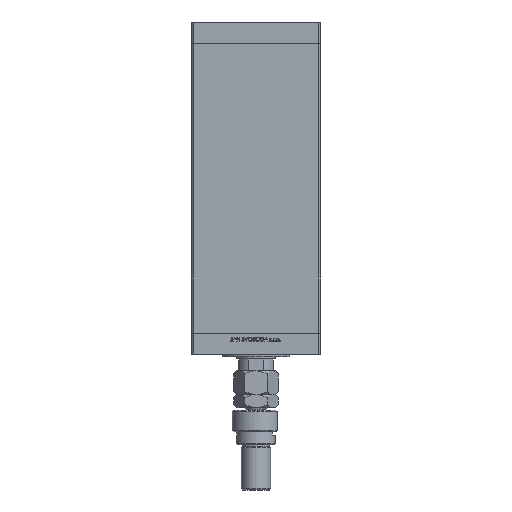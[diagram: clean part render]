
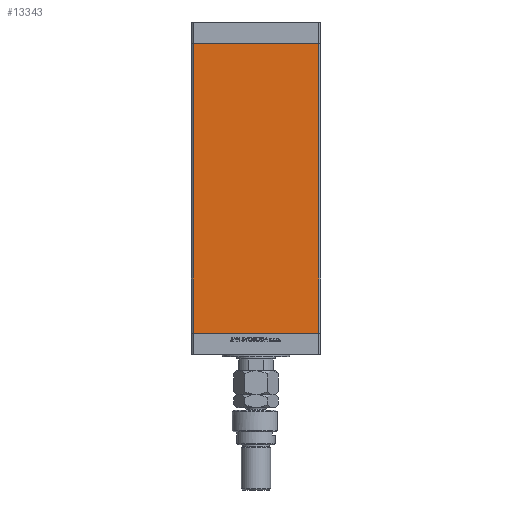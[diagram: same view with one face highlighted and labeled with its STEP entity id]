
A CAD part, front view. The second image highlights one B-rep face of the part: STEP entity #13343.
In plain terms, the highlighted planar face has unit normal (0, -1, 0).
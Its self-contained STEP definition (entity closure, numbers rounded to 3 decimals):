
#2013 = FACE_OUTER_BOUND ( 'NONE', #34813, .T. ) ;
#2821 = DIRECTION ( 'NONE',  ( 0., 0., -1. ) ) ;
#5043 = VERTEX_POINT ( 'NONE', #40250 ) ;
#6702 = LINE ( 'NONE', #31728, #16815 ) ;
#7449 = LINE ( 'NONE', #24656, #39576 ) ;
#7814 = DIRECTION ( 'NONE',  ( 0., 0., -1. ) ) ;
#10092 = DIRECTION ( 'NONE',  ( 0., 0., 1. ) ) ;
#11254 = CARTESIAN_POINT ( 'NONE',  ( -58., -51., 268.5 ) ) ;
#13343 = ADVANCED_FACE ( 'NONE', ( #2013 ), #18966, .F. ) ;
#16815 = VECTOR ( 'NONE', #2821, 1000. ) ;
#17927 = VERTEX_POINT ( 'NONE', #38875 ) ;
#17934 = AXIS2_PLACEMENT_3D ( 'NONE', #48208, #35942, #10092 ) ;
#18966 = PLANE ( 'NONE',  #17934 ) ;
#19373 = VERTEX_POINT ( 'NONE', #11254 ) ;
#20767 = DIRECTION ( 'NONE',  ( 1., 0., 0. ) ) ;
#22201 = VECTOR ( 'NONE', #7814, 1000. ) ;
#24656 = CARTESIAN_POINT ( 'NONE',  ( -58., -51., 268.5 ) ) ;
#25427 = LINE ( 'NONE', #50772, #46075 ) ;
#26864 = ORIENTED_EDGE ( 'NONE', *, *, #49862, .T. ) ;
#30540 = EDGE_CURVE ( 'NONE', #40980, #5043, #25427, .T. ) ;
#30866 = ORIENTED_EDGE ( 'NONE', *, *, #30540, .T. ) ;
#31728 = CARTESIAN_POINT ( 'NONE',  ( -58., -51., 268.5 ) ) ;
#32032 = CARTESIAN_POINT ( 'NONE',  ( -58., -51., 0. ) ) ;
#34813 = EDGE_LOOP ( 'NONE', ( #30866, #37442, #45107, #26864 ) ) ;
#35942 = DIRECTION ( 'NONE',  ( 0., 1., 0. ) ) ;
#37442 = ORIENTED_EDGE ( 'NONE', *, *, #50028, .F. ) ;
#37588 = EDGE_CURVE ( 'NONE', #19373, #17927, #7449, .T. ) ;
#38875 = CARTESIAN_POINT ( 'NONE',  ( 58., -51., 268.5 ) ) ;
#39576 = VECTOR ( 'NONE', #20767, 1000. ) ;
#40250 = CARTESIAN_POINT ( 'NONE',  ( 58., -51., 0. ) ) ;
#40980 = VERTEX_POINT ( 'NONE', #32032 ) ;
#42419 = DIRECTION ( 'NONE',  ( 1., 0., 0. ) ) ;
#45107 = ORIENTED_EDGE ( 'NONE', *, *, #37588, .F. ) ;
#45924 = CARTESIAN_POINT ( 'NONE',  ( 58., -51., 268.5 ) ) ;
#46075 = VECTOR ( 'NONE', #42419, 1000. ) ;
#48208 = CARTESIAN_POINT ( 'NONE',  ( -58., -51., 268.5 ) ) ;
#49862 = EDGE_CURVE ( 'NONE', #19373, #40980, #6702, .T. ) ;
#50028 = EDGE_CURVE ( 'NONE', #17927, #5043, #50102, .T. ) ;
#50102 = LINE ( 'NONE', #45924, #22201 ) ;
#50772 = CARTESIAN_POINT ( 'NONE',  ( -58., -51., 0. ) ) ;
